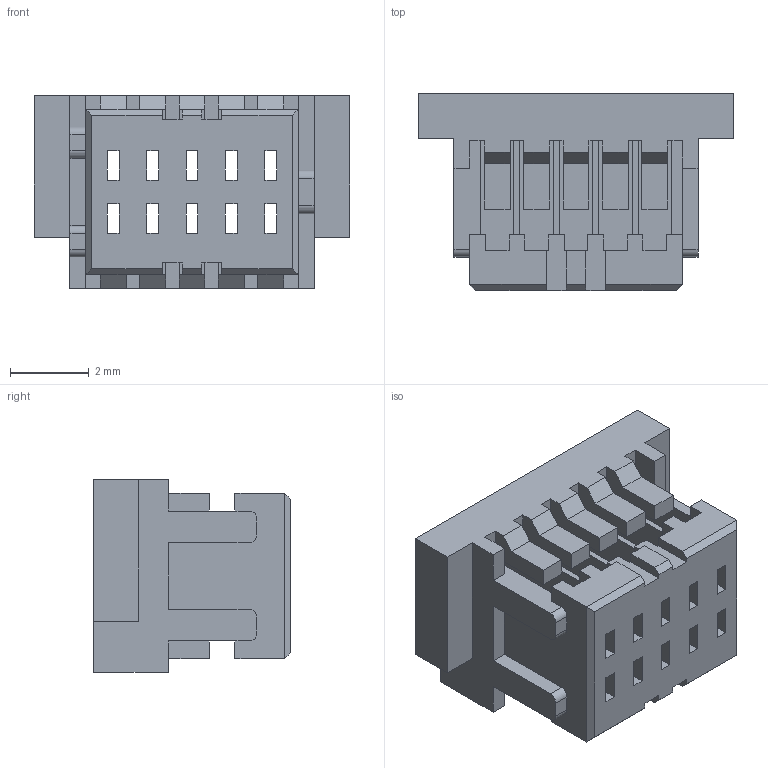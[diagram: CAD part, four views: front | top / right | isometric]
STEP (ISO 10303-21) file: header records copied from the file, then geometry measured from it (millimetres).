
FILE_DESCRIPTION (( 'STEP AP214' ), '1' );
FILE_NAME ('FHG10002-D10M2W5B-REF.STEP', '2025-05-07T06:30:54', ( '' ), ( '' ), 'SwSTEP 2.0', 'SolidWorks 2021', '' );
FILE_SCHEMA (( 'AUTOMOTIVE_DESIGN' ));
Length unit declared in the file: millimetre
Products named in the file (1): FHG10002-D10M2W5B-REF
Bounding box: 8 x 5 x 4.9 mm (x, y, z)
Volume: 70.7 mm3; surface area: 406.6 mm2
Topology: 1 solids, 1 shells, 368 faces, 1082 edges, 706 vertices
Faces by surface type: plane 362, cylinder 6
Entity records: 12044 total; most frequent: ORIENTED_EDGE 2164, CARTESIAN_POINT 2157, DIRECTION 1832, EDGE_CURVE 1082, VECTOR 1070, LINE 1070, VERTEX_POINT 706, EDGE_LOOP 398
